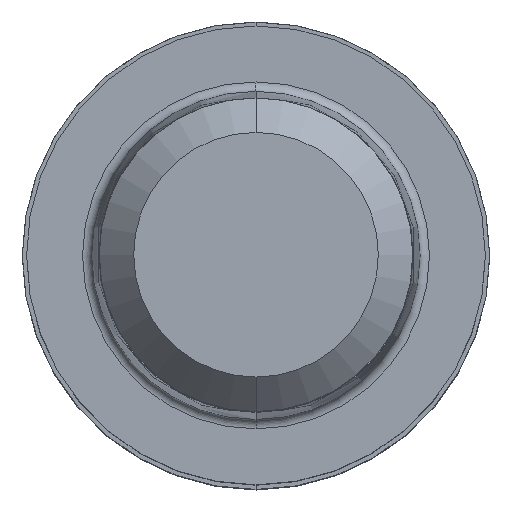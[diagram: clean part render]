
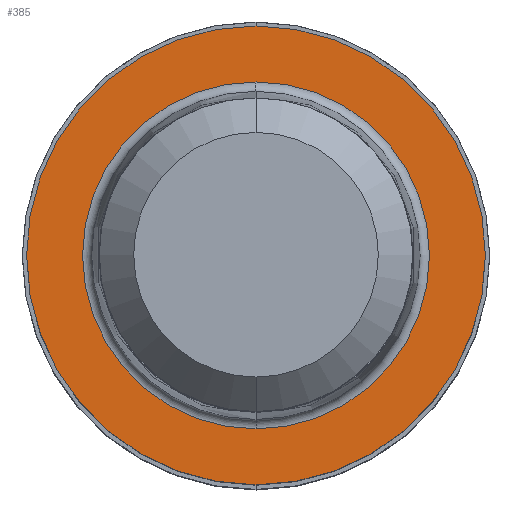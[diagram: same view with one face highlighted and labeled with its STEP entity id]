
A CAD part, top view. The second image highlights one B-rep face of the part: STEP entity #385.
In plain terms, the highlighted planar face has unit normal (0, 0, 1).
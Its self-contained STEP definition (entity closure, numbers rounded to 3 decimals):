
#199=EDGE_CURVE('',#297,#373,#535,.T.);
#217=EDGE_CURVE('',#373,#297,#558,.T.);
#259=VERTEX_POINT('',#605);
#269=VERTEX_POINT('',#615);
#297=VERTEX_POINT('',#650);
#373=VERTEX_POINT('',#733);
#385=ADVANCED_FACE('',(#746,#747),#748,.T.);
#443=EDGE_CURVE('',#269,#259,#812,.T.);
#451=EDGE_CURVE('',#259,#269,#820,.T.);
#535=CIRCLE('',#912,5.935);
#558=CIRCLE('',#939,5.935);
#605=CARTESIAN_POINT('',(0.,-7.85,0.01));
#615=CARTESIAN_POINT('',(0.0,7.85,0.01));
#650=CARTESIAN_POINT('',(0.0,5.935,0.01));
#733=CARTESIAN_POINT('',(0.,-5.935,0.01));
#746=FACE_OUTER_BOUND('',#1169,.T.);
#747=FACE_BOUND('',#1170,.T.);
#748=PLANE('',#1171);
#812=CIRCLE('',#1256,7.85);
#820=CIRCLE('',#1267,7.85);
#912=AXIS2_PLACEMENT_3D('',#1366,#1367,#1368);
#939=AXIS2_PLACEMENT_3D('',#1403,#1404,#1405);
#1169=EDGE_LOOP('',(#1643,#1644));
#1170=EDGE_LOOP('',(#1645,#1646));
#1171=AXIS2_PLACEMENT_3D('',#1647,#1648,#1649);
#1256=AXIS2_PLACEMENT_3D('',#1710,#1711,#1712);
#1267=AXIS2_PLACEMENT_3D('',#1719,#1720,#1721);
#1366=CARTESIAN_POINT('',(0.0,0.0,0.01));
#1367=DIRECTION('',(0.0,0.0,-1.0));
#1368=DIRECTION('',(0.0,1.0,0.0));
#1403=CARTESIAN_POINT('',(0.0,0.0,0.01));
#1404=DIRECTION('',(0.0,0.0,-1.0));
#1405=DIRECTION('',(0.0,1.0,0.0));
#1643=ORIENTED_EDGE('',*,*,#443,.F.);
#1644=ORIENTED_EDGE('',*,*,#451,.F.);
#1645=ORIENTED_EDGE('',*,*,#199,.T.);
#1646=ORIENTED_EDGE('',*,*,#217,.T.);
#1647=CARTESIAN_POINT('',(0.0,3.925,0.01));
#1648=DIRECTION('',(-0.0,0.0,1.0));
#1649=DIRECTION('',(0.0,-1.0,0.0));
#1710=CARTESIAN_POINT('',(0.0,0.0,0.01));
#1711=DIRECTION('',(0.0,0.0,-1.0));
#1712=DIRECTION('',(0.0,1.0,0.0));
#1719=CARTESIAN_POINT('',(0.0,0.0,0.01));
#1720=DIRECTION('',(0.0,0.0,-1.0));
#1721=DIRECTION('',(0.0,1.0,0.0));
